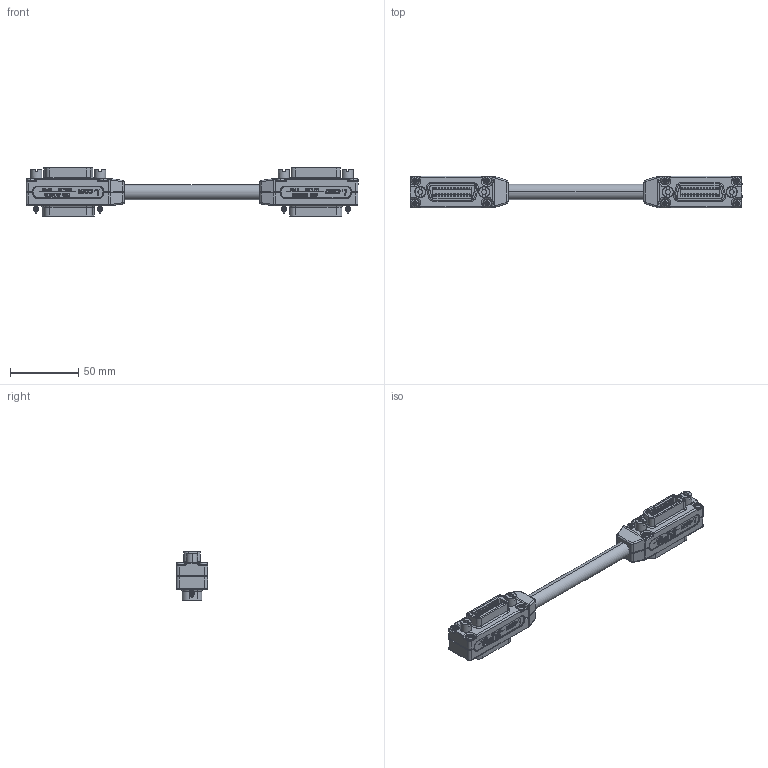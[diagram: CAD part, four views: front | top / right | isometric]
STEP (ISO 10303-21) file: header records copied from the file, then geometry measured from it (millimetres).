
FILE_DESCRIPTION (( 'STEP AP214' ), '1' );
FILE_NAME ('CIB24.STEP', '2020-08-19T18:01:53', ( '' ), ( '' ), 'SwSTEP 2.0', 'SolidWorks 2018', '' );
FILE_SCHEMA (( 'AUTOMOTIVE_DESIGN' ));
Length unit declared in the file: inch
Products named in the file (6): CIB24; 3AC01-020; CIB24 CONNECTOR HOUSING; CIB24 CONNECTOR; 1AJ06-018; 3AC03-026
Assembly tree (8 placements, depth 3):
  CIB24
    3AC03-026
    CIB24 CONNECTOR  x2
      CIB24 CONNECTOR HOUSING
      1AJ06-018
      3AC01-020
Bounding box: 243.6 x 23 x 35.27 mm (x, y, z)
Volume: 79873 mm3; surface area: 37904.6 mm2
Topology: 11 solids, 11 shells, 4530 faces, 12590 edges, 8292 vertices
Faces by surface type: plane 2852, bspline 744, cylinder 728, cone 116, torus 90
Entity records: 90503 total; most frequent: CARTESIAN_POINT 23878, ORIENTED_EDGE 10392, DIRECTION 8750, EDGE_CURVE 5196, LINE 3848, VECTOR 3848, VERTEX_POINT 3421, AXIS2_PLACEMENT_3D 2451
